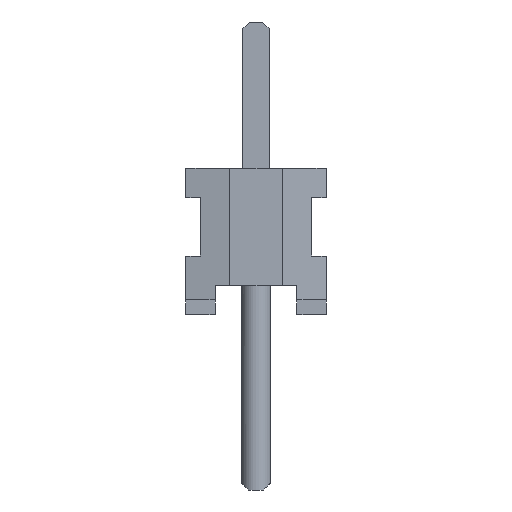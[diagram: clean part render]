
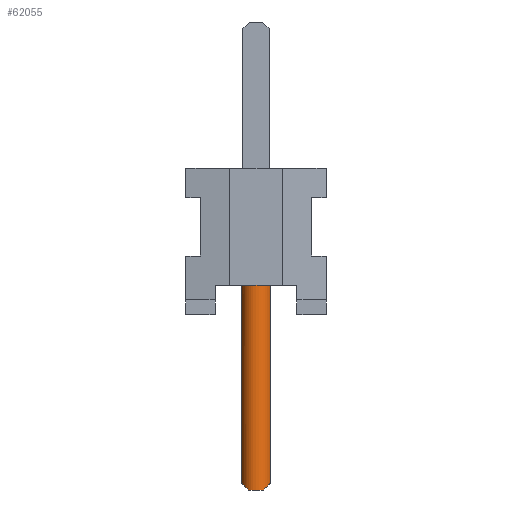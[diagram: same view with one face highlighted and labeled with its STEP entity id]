
A CAD part, left-side view. The second image highlights one B-rep face of the part: STEP entity #62055.
In plain terms, the highlighted cylindrical face has radius 0.254 mm (diameter 0.508 mm), a full revolution.
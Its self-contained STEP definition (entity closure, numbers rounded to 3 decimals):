
#59185 = EDGE_CURVE('',#59186,#59188,#59190,.T.);
#59186 = VERTEX_POINT('',#59187);
#59187 = CARTESIAN_POINT('',(-30.099,0.,1.27));
#59188 = VERTEX_POINT('',#59189);
#59189 = CARTESIAN_POINT('',(-29.625,0.127,1.27));
#59190 = CIRCLE('',#59191,0.254);
#59191 = AXIS2_PLACEMENT_3D('',#59192,#59193,#59194);
#59192 = CARTESIAN_POINT('',(-29.845,0.,1.27));
#59193 = DIRECTION('',(0.,0.,1.));
#59194 = DIRECTION('',(1.,0.,0.));
#59196 = EDGE_CURVE('',#59188,#59186,#59197,.T.);
#59197 = CIRCLE('',#59198,0.254);
#59198 = AXIS2_PLACEMENT_3D('',#59199,#59200,#59201);
#59199 = CARTESIAN_POINT('',(-29.845,0.,1.27));
#59200 = DIRECTION('',(0.,0.,1.));
#59201 = DIRECTION('',(1.,0.,0.));
#62055 = ADVANCED_FACE('',(#62056),#62102,.T.);
#62056 = FACE_BOUND('',#62057,.T.);
#62057 = EDGE_LOOP('',(#62058,#62059,#62066,#62075,#62084,#62093,#62100,
    #62101));
#62058 = ORIENTED_EDGE('',*,*,#59196,.F.);
#62059 = ORIENTED_EDGE('',*,*,#62060,.T.);
#62060 = EDGE_CURVE('',#59188,#62061,#62063,.T.);
#62061 = VERTEX_POINT('',#62062);
#62062 = CARTESIAN_POINT('',(-29.625,0.127,-3.048));
#62063 = B_SPLINE_CURVE_WITH_KNOTS('',1,(#62064,#62065),.UNSPECIFIED.,
  .F.,.F.,(2,2),(0.,4.318),.PIECEWISE_BEZIER_KNOTS.);
#62064 = CARTESIAN_POINT('',(-29.625,0.127,1.27));
#62065 = CARTESIAN_POINT('',(-29.625,0.127,-3.048));
#62066 = ORIENTED_EDGE('',*,*,#62067,.T.);
#62067 = EDGE_CURVE('',#62061,#62068,#62070,.T.);
#62068 = VERTEX_POINT('',#62069);
#62069 = CARTESIAN_POINT('',(-30.065,0.127,-3.048));
#62070 = ELLIPSE('',#62071,0.359,0.254);
#62071 = AXIS2_PLACEMENT_3D('',#62072,#62073,#62074);
#62072 = CARTESIAN_POINT('',(-29.845,0.,-3.175));
#62073 = DIRECTION('',(0.,-0.707,0.707));
#62074 = DIRECTION('',(0.,-0.707,-0.707));
#62075 = ORIENTED_EDGE('',*,*,#62076,.T.);
#62076 = EDGE_CURVE('',#62068,#62077,#62079,.T.);
#62077 = VERTEX_POINT('',#62078);
#62078 = CARTESIAN_POINT('',(-30.065,-0.127,-3.048));
#62079 = CIRCLE('',#62080,0.254);
#62080 = AXIS2_PLACEMENT_3D('',#62081,#62082,#62083);
#62081 = CARTESIAN_POINT('',(-29.845,0.,-3.048));
#62082 = DIRECTION('',(0.,0.,1.));
#62083 = DIRECTION('',(0.,-1.,0.));
#62084 = ORIENTED_EDGE('',*,*,#62085,.T.);
#62085 = EDGE_CURVE('',#62077,#62086,#62088,.T.);
#62086 = VERTEX_POINT('',#62087);
#62087 = CARTESIAN_POINT('',(-29.625,-0.127,-3.048));
#62088 = ELLIPSE('',#62089,0.359,0.254);
#62089 = AXIS2_PLACEMENT_3D('',#62090,#62091,#62092);
#62090 = CARTESIAN_POINT('',(-29.845,0.,-3.175));
#62091 = DIRECTION('',(0.,0.707,0.707));
#62092 = DIRECTION('',(0.,0.707,-0.707));
#62093 = ORIENTED_EDGE('',*,*,#62094,.T.);
#62094 = EDGE_CURVE('',#62086,#62061,#62095,.T.);
#62095 = CIRCLE('',#62096,0.254);
#62096 = AXIS2_PLACEMENT_3D('',#62097,#62098,#62099);
#62097 = CARTESIAN_POINT('',(-29.845,0.,-3.048));
#62098 = DIRECTION('',(0.,0.,1.));
#62099 = DIRECTION('',(0.,-1.,0.));
#62100 = ORIENTED_EDGE('',*,*,#62060,.F.);
#62101 = ORIENTED_EDGE('',*,*,#59185,.F.);
#62102 = CYLINDRICAL_SURFACE('',#62103,0.254);
#62103 = AXIS2_PLACEMENT_3D('',#62104,#62105,#62106);
#62104 = CARTESIAN_POINT('',(-29.845,0.,1.27));
#62105 = DIRECTION('',(0.,0.,-1.));
#62106 = DIRECTION('',(0.,1.,0.));
